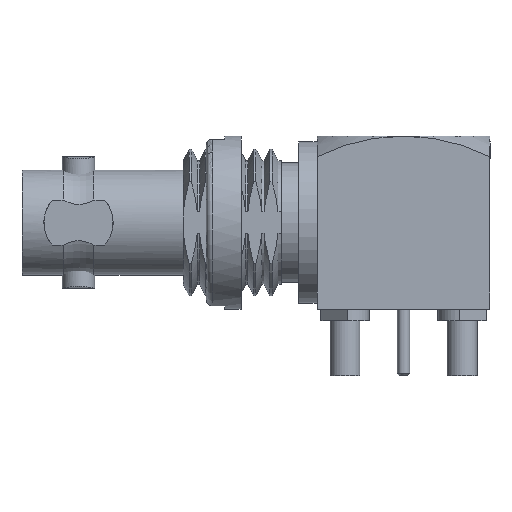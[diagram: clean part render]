
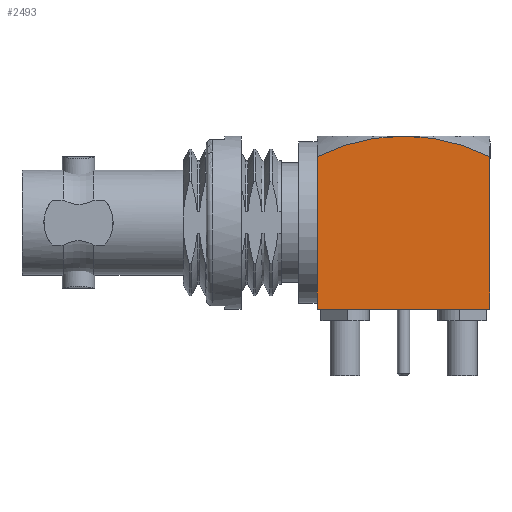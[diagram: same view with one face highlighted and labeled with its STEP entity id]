
A CAD part, front view. The second image highlights one B-rep face of the part: STEP entity #2493.
In plain terms, the highlighted planar face has unit normal (0, -1, 0).
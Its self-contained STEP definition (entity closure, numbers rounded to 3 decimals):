
#166=LINE('',#4055,#311);
#169=LINE('',#4075,#314);
#177=LINE('',#4091,#322);
#311=VECTOR('',#3275,6.603);
#314=VECTOR('',#3288,6.603);
#322=VECTOR('',#3306,7.5);
#496=PLANE('',#2761);
#655=FACE_OUTER_BOUND('',#842,.T.);
#842=EDGE_LOOP('',(#1963,#1964,#1965,#1966,#1967));
#1016=CIRCLE('',#2746,8.289);
#1018=CIRCLE('',#2749,8.289);
#1190=VERTEX_POINT('',#4040);
#1191=VERTEX_POINT('',#4042);
#1192=VERTEX_POINT('',#4047);
#1194=VERTEX_POINT('',#4053);
#1200=VERTEX_POINT('',#4074);
#1468=EDGE_CURVE('',#1190,#1191,#1016,.T.);
#1470=EDGE_CURVE('',#1192,#1190,#1018,.T.);
#1474=EDGE_CURVE('',#1194,#1191,#166,.T.);
#1481=EDGE_CURVE('',#1200,#1192,#169,.T.);
#1490=EDGE_CURVE('',#1200,#1194,#177,.T.);
#1963=ORIENTED_EDGE('',*,*,#1468,.T.);
#1964=ORIENTED_EDGE('',*,*,#1474,.F.);
#1965=ORIENTED_EDGE('',*,*,#1490,.F.);
#1966=ORIENTED_EDGE('',*,*,#1481,.T.);
#1967=ORIENTED_EDGE('',*,*,#1470,.T.);
#2493=ADVANCED_FACE('',(#655),#496,.T.);
#2746=AXIS2_PLACEMENT_3D('',#4044,#3261,#3262);
#2749=AXIS2_PLACEMENT_3D('',#4048,#3267,#3268);
#2761=AXIS2_PLACEMENT_3D('',#4090,#3304,#3305);
#3261=DIRECTION('center_axis',(0.,-1.,0.));
#3262=DIRECTION('ref_axis',(0.,0.,
-1.));
#3267=DIRECTION('center_axis',(0.,-1.,0.));
#3268=DIRECTION('ref_axis',(0.,0.,
-1.));
#3275=DIRECTION('',(0.,0.,1.));
#3288=DIRECTION('',(0.,0.,1.));
#3304=DIRECTION('center_axis',(0.,-1.,0.));
#3305=DIRECTION('ref_axis',(1.,0.,0.));
#3306=DIRECTION('',(-1.,0.,0.));
#4040=CARTESIAN_POINT('',(0.,-3.75,8.));
#4042=CARTESIAN_POINT('',(-3.75,-3.75,7.103));
#4044=CARTESIAN_POINT('Origin',(0.,-3.75,-0.289));
#4047=CARTESIAN_POINT('',(3.75,-3.75,7.103));
#4048=CARTESIAN_POINT('Origin',(0.,-3.75,-0.289));
#4053=CARTESIAN_POINT('',(-3.75,-3.75,0.5));
#4055=CARTESIAN_POINT('',(-3.75,-3.75,0.5));
#4074=CARTESIAN_POINT('',(3.75,-3.75,0.5));
#4075=CARTESIAN_POINT('',(3.75,-3.75,0.5));
#4090=CARTESIAN_POINT('Origin',(-3.75,-3.75,0.5));
#4091=CARTESIAN_POINT('',(3.75,-3.75,0.5));
